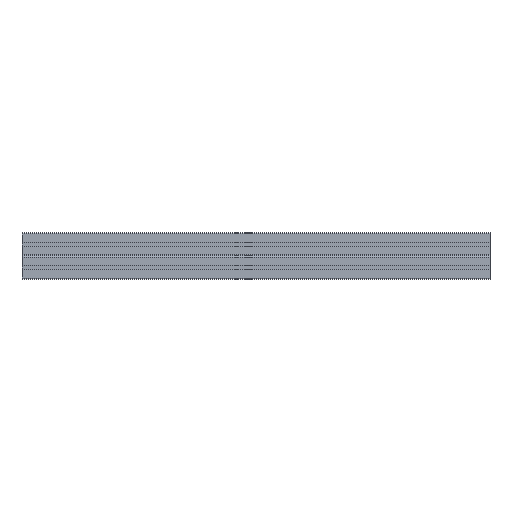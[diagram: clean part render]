
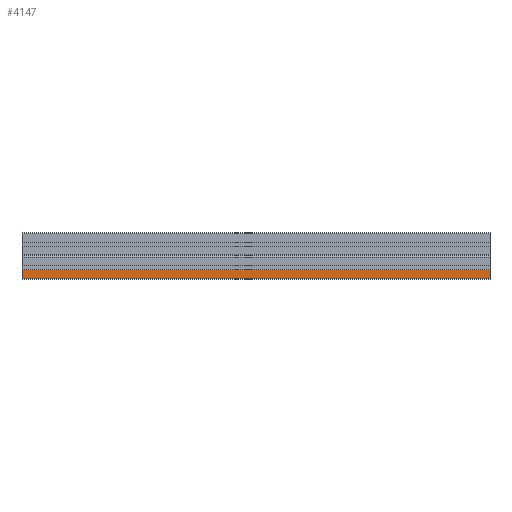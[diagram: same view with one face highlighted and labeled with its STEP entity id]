
A CAD part, front view. The second image highlights one B-rep face of the part: STEP entity #4147.
In plain terms, the highlighted planar face has unit normal (0, -1, 0).
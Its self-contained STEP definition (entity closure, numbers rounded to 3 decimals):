
#251=FACE_OUTER_BOUND('',#467,.T.);
#467=EDGE_LOOP('',(#3403,#3404,#3405,#3406));
#738=LINE('',#5860,#1194);
#1041=LINE('',#6738,#1497);
#1042=LINE('',#6741,#1498);
#1043=LINE('',#6742,#1499);
#1194=VECTOR('',#4638,1.);
#1497=VECTOR('',#5483,1.);
#1498=VECTOR('',#5486,1.);
#1499=VECTOR('',#5487,1.);
#1659=VERTEX_POINT('',#5857);
#1660=VERTEX_POINT('',#5859);
#1964=VERTEX_POINT('',#6736);
#1965=VERTEX_POINT('',#6740);
#2072=EDGE_CURVE('',#1659,#1660,#738,.T.);
#2511=EDGE_CURVE('',#1964,#1660,#1041,.T.);
#2512=EDGE_CURVE('',#1965,#1964,#1042,.T.);
#2513=EDGE_CURVE('',#1965,#1659,#1043,.T.);
#3403=ORIENTED_EDGE('',*,*,#2512,.T.);
#3404=ORIENTED_EDGE('',*,*,#2511,.T.);
#3405=ORIENTED_EDGE('',*,*,#2072,.F.);
#3406=ORIENTED_EDGE('',*,*,#2513,.F.);
#3957=PLANE('',#4500);
#4147=ADVANCED_FACE('',(#251),#3957,.T.);
#4500=AXIS2_PLACEMENT_3D('',#6739,#5484,#5485);
#4638=DIRECTION('',(0.,0.,-1.));
#5483=DIRECTION('',(1.,0.,0.));
#5484=DIRECTION('center_axis',(0.,-1.,0.));
#5485=DIRECTION('ref_axis',(0.,0.,-1.));
#5486=DIRECTION('',(0.,0.,-1.));
#5487=DIRECTION('',(1.,0.,0.));
#5857=CARTESIAN_POINT('',(914.4,0.,18.418));
#5859=CARTESIAN_POINT('',(914.4,0.,2.));
#5860=CARTESIAN_POINT('',(914.4,0.,18.418));
#6736=CARTESIAN_POINT('',(0.,0.,2.));
#6738=CARTESIAN_POINT('',(0.,0.,2.));
#6739=CARTESIAN_POINT('Origin',(0.,0.,18.418));
#6740=CARTESIAN_POINT('',(0.,0.,18.418));
#6741=CARTESIAN_POINT('',(0.,0.,18.418));
#6742=CARTESIAN_POINT('',(0.,0.,18.418));
